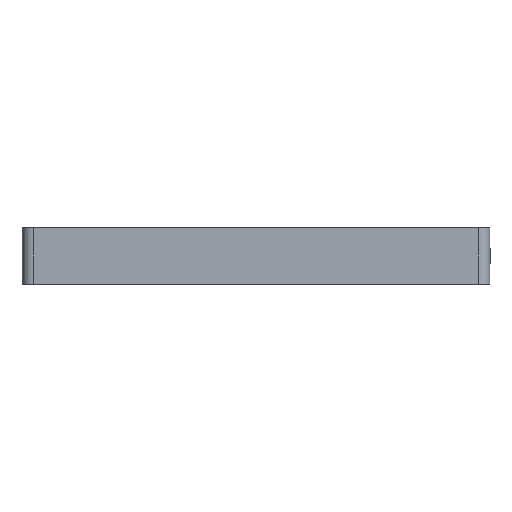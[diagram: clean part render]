
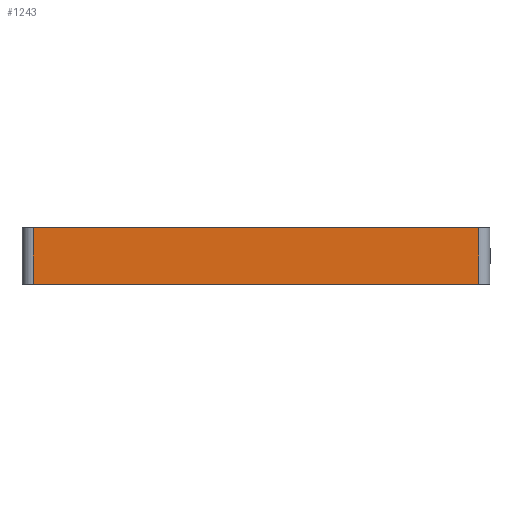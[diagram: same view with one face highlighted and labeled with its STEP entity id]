
A CAD part, front view. The second image highlights one B-rep face of the part: STEP entity #1243.
In plain terms, the highlighted planar face has unit normal (0, -1, 0).
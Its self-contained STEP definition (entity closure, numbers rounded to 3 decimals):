
#380=DIRECTION('',(0.,0.,-1.));
#381=VECTOR('',#380,20.);
#382=CARTESIAN_POINT('',(125.808,-41.393,20.));
#383=LINE('',#382,#381);
#394=DIRECTION('',(1.,0.,0.));
#395=VECTOR('',#394,157.);
#396=CARTESIAN_POINT('',(-31.192,-41.393,0.));
#397=LINE('',#396,#395);
#401=DIRECTION('',(0.,0.,-1.));
#402=VECTOR('',#401,20.);
#403=CARTESIAN_POINT('',(-31.192,-41.393,20.));
#404=LINE('',#403,#402);
#408=DIRECTION('',(-1.,0.,0.));
#409=VECTOR('',#408,157.);
#410=CARTESIAN_POINT('',(125.808,-41.393,20.));
#411=LINE('',#410,#409);
#926=CARTESIAN_POINT('',(-31.192,-41.393,0.));
#927=CARTESIAN_POINT('',(125.808,-41.393,0.));
#928=VERTEX_POINT('',#926);
#929=VERTEX_POINT('',#927);
#930=CARTESIAN_POINT('',(125.808,-41.393,20.));
#931=VERTEX_POINT('',#930);
#932=CARTESIAN_POINT('',(-31.192,-41.393,20.));
#933=VERTEX_POINT('',#932);
#1230=CARTESIAN_POINT('',(47.308,-41.393,10.));
#1231=DIRECTION('',(0.,1.,0.));
#1232=DIRECTION('',(1.,0.,0.));
#1233=AXIS2_PLACEMENT_3D('',#1230,#1231,#1232);
#1234=PLANE('',#1233);
#1235=ORIENTED_EDGE('',*,*,#1186,.F.);
#1237=ORIENTED_EDGE('',*,*,#1236,.F.);
#1239=ORIENTED_EDGE('',*,*,#1238,.F.);
#1240=ORIENTED_EDGE('',*,*,#1209,.T.);
#1241=EDGE_LOOP('',(#1235,#1237,#1239,#1240));
#1242=FACE_OUTER_BOUND('',#1241,.F.);
#1186=EDGE_CURVE('',#928,#929,#397,.T.);
#1209=EDGE_CURVE('',#931,#929,#383,.T.);
#1236=EDGE_CURVE('',#933,#928,#404,.T.);
#1238=EDGE_CURVE('',#931,#933,#411,.T.);
#1243=ADVANCED_FACE('',(#1242),#1234,.F.);
